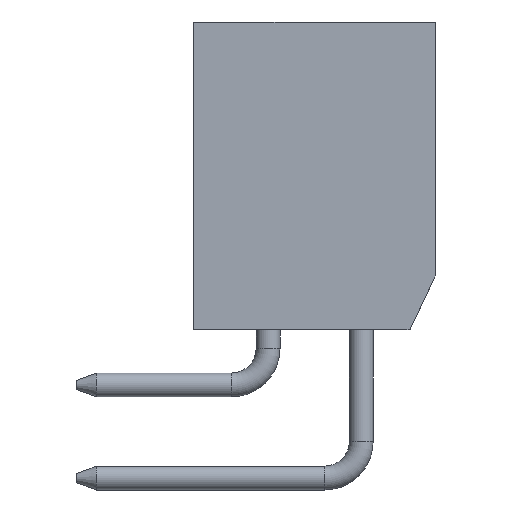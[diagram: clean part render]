
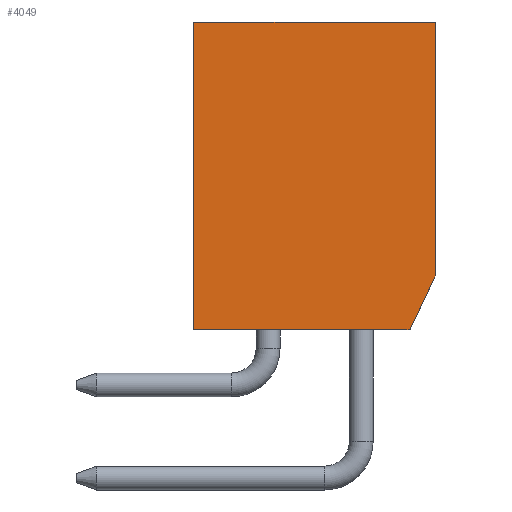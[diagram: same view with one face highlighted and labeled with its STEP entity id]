
A CAD part, left-side view. The second image highlights one B-rep face of the part: STEP entity #4049.
In plain terms, the highlighted planar face has unit normal (-1, 0, 0).
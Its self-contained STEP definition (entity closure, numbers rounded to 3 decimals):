
#20 = CARTESIAN_POINT ( 'NONE',  ( -9.05, -3.3, 1.5 ) ) ;
#138 = VECTOR ( 'NONE', #2549, 1000. ) ;
#426 = VERTEX_POINT ( 'NONE', #1005 ) ;
#527 = VERTEX_POINT ( 'NONE', #2618 ) ;
#738 = VECTOR ( 'NONE', #4763, 1000. ) ;
#865 = EDGE_CURVE ( 'NONE', #527, #4577, #4573, .T. ) ;
#911 = FACE_OUTER_BOUND ( 'NONE', #3769, .T. ) ;
#1005 = CARTESIAN_POINT ( 'NONE',  ( -9.05, 3.3, 8.4 ) ) ;
#1081 = VERTEX_POINT ( 'NONE', #20 ) ;
#1417 = CARTESIAN_POINT ( 'NONE',  ( -9.05, -3.3, 8.4 ) ) ;
#1475 = EDGE_CURVE ( 'NONE', #426, #5805, #3110, .T. ) ;
#1564 = VECTOR ( 'NONE', #2478, 1000. ) ;
#1758 = CARTESIAN_POINT ( 'NONE',  ( -9.05, -3.3, 8.4 ) ) ;
#1979 = DIRECTION ( 'NONE',  ( 1., 0., 0. ) ) ;
#2162 = VECTOR ( 'NONE', #5096, 1000. ) ;
#2218 = ORIENTED_EDGE ( 'NONE', *, *, #865, .T. ) ;
#2429 = AXIS2_PLACEMENT_3D ( 'NONE', #3006, #1979, #5717 ) ;
#2441 = LINE ( 'NONE', #1417, #1564 ) ;
#2478 = DIRECTION ( 'NONE',  ( 0., 0., -1. ) ) ;
#2549 = DIRECTION ( 'NONE',  ( 0., -0.423, 0.906 ) ) ;
#2618 = CARTESIAN_POINT ( 'NONE',  ( -9.05, 3.3, 0. ) ) ;
#3006 = CARTESIAN_POINT ( 'NONE',  ( -9.05, -3.3, 8.4 ) ) ;
#3085 = LINE ( 'NONE', #5275, #138 ) ;
#3110 = LINE ( 'NONE', #3697, #3805 ) ;
#3393 = ORIENTED_EDGE ( 'NONE', *, *, #4292, .T. ) ;
#3693 = EDGE_CURVE ( 'NONE', #5805, #1081, #2441, .T. ) ;
#3697 = CARTESIAN_POINT ( 'NONE',  ( -9.05, -3.3, 8.4 ) ) ;
#3717 = CARTESIAN_POINT ( 'NONE',  ( -9.05, 3.3, 8.4 ) ) ;
#3769 = EDGE_LOOP ( 'NONE', ( #2218, #5383, #4430, #6605, #3393 ) ) ;
#3805 = VECTOR ( 'NONE', #5363, 1000. ) ;
#3820 = EDGE_CURVE ( 'NONE', #4577, #1081, #3085, .T. ) ;
#4049 = ADVANCED_FACE ( 'NONE', ( #911 ), #4066, .F. ) ;
#4066 = PLANE ( 'NONE',  #2429 ) ;
#4292 = EDGE_CURVE ( 'NONE', #426, #527, #5813, .T. ) ;
#4430 = ORIENTED_EDGE ( 'NONE', *, *, #3693, .F. ) ;
#4573 = LINE ( 'NONE', #5626, #2162 ) ;
#4577 = VERTEX_POINT ( 'NONE', #6710 ) ;
#4763 = DIRECTION ( 'NONE',  ( 0., 0., -1. ) ) ;
#5096 = DIRECTION ( 'NONE',  ( 0., -1., 0. ) ) ;
#5275 = CARTESIAN_POINT ( 'NONE',  ( -9.05, -3.3, 1.5 ) ) ;
#5363 = DIRECTION ( 'NONE',  ( 0., -1., 0. ) ) ;
#5383 = ORIENTED_EDGE ( 'NONE', *, *, #3820, .T. ) ;
#5626 = CARTESIAN_POINT ( 'NONE',  ( -9.05, -3.3, 0. ) ) ;
#5717 = DIRECTION ( 'NONE',  ( 0., 0., -1. ) ) ;
#5805 = VERTEX_POINT ( 'NONE', #1758 ) ;
#5813 = LINE ( 'NONE', #3717, #738 ) ;
#6605 = ORIENTED_EDGE ( 'NONE', *, *, #1475, .F. ) ;
#6710 = CARTESIAN_POINT ( 'NONE',  ( -9.05, -2.601, 0. ) ) ;
